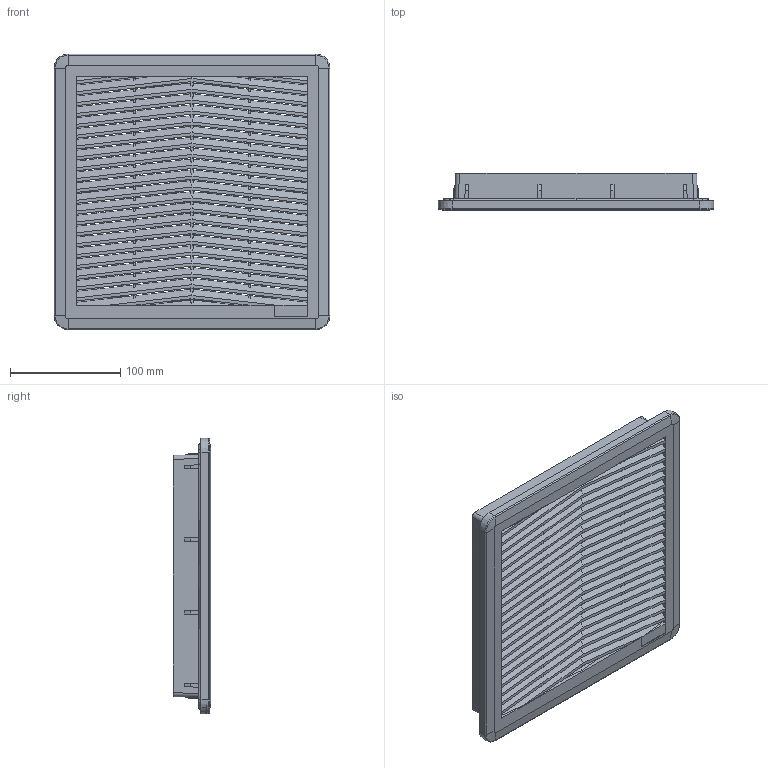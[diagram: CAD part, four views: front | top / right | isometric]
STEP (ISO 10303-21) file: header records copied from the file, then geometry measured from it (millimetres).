
FILE_DESCRIPTION((''),'2;1');
FILE_NAME('SCE-N12FGA66','2013-09-11T',('alexcam'),(''),'PRO/ENGINEER BY PARAMETRIC TECHNOLOGY CORPORATION, 2010040','PRO/ENGINEER BY PARAMETRIC TECHNOLOGY CORPORATION, 2010040','');
FILE_SCHEMA(('AUTOMOTIVE_DESIGN_CC2 { 1 2 10303 214 -1 1 5 2 }'));
Products named in the file (1): SCE-N12FGA66
Bounding box: 250.12 x 33.8 x 250.11 mm (x, y, z)
Surface area: 334559.7 mm2 (no closed solid volume)
Topology: 0 solids, 2 shells, 1789 faces, 5647 edges, 3553 vertices
Faces by surface type: plane 1205, cylinder 341, bspline 171, cone 35, extrusion 19, torus 18
Entity records: 87501 total; most frequent: CARTESIAN_POINT 22817, ORIENTED_EDGE 10965, DIRECTION 8246, PRESENTATION_STYLE_ASSIGNMENT 5646, STYLED_ITEM 5646, CURVE_STYLE 5644, EDGE_CURVE 5644, VECTOR 4330
